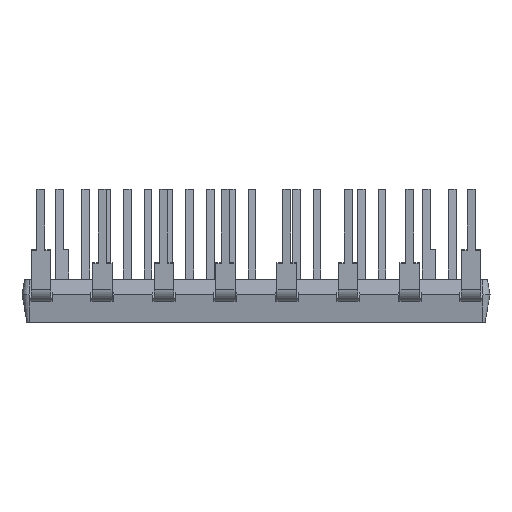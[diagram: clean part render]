
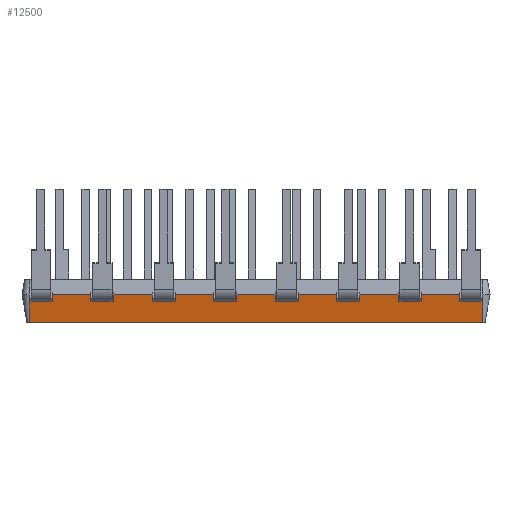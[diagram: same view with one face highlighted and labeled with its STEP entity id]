
A CAD part, front view. The second image highlights one B-rep face of the part: STEP entity #12500.
In plain terms, the highlighted planar face has unit normal (0, -0.985, -0.174).
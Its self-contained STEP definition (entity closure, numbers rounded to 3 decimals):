
#998=FACE_OUTER_BOUND('',#1715,.T.);
#1715=EDGE_LOOP('',(#10313,#10314,#10315,#10316));
#3004=LINE('',#19981,#4509);
#3005=LINE('',#19985,#4510);
#3006=LINE('',#19987,#4511);
#3007=LINE('',#19988,#4512);
#4509=VECTOR('',#16010,1.);
#4510=VECTOR('',#16015,1.);
#4511=VECTOR('',#16016,1.);
#4512=VECTOR('',#16017,1.);
#5768=VERTEX_POINT('',#19978);
#5769=VERTEX_POINT('',#19980);
#5770=VERTEX_POINT('',#19984);
#5771=VERTEX_POINT('',#19986);
#7359=EDGE_CURVE('',#5769,#5768,#3004,.T.);
#7361=EDGE_CURVE('',#5768,#5770,#3005,.T.);
#7362=EDGE_CURVE('',#5771,#5770,#3006,.T.);
#7363=EDGE_CURVE('',#5771,#5769,#3007,.T.);
#10313=ORIENTED_EDGE('',*,*,#7361,.T.);
#10314=ORIENTED_EDGE('',*,*,#7362,.F.);
#10315=ORIENTED_EDGE('',*,*,#7363,.T.);
#10316=ORIENTED_EDGE('',*,*,#7359,.T.);
#11822=PLANE('',#13376);
#12500=ADVANCED_FACE('',(#998),#11822,.T.);
#13376=AXIS2_PLACEMENT_3D('',#19983,#16013,#16014);
#16010=DIRECTION('',(0.,0.174,-0.985));
#16013=DIRECTION('center_axis',(0.,-0.985,-0.174));
#16014=DIRECTION('ref_axis',(-1.,0.,0.));
#16015=DIRECTION('',(1.,0.,0.));
#16016=DIRECTION('',(0.,0.174,-0.985));
#16017=DIRECTION('',(-1.,0.,0.));
#19978=CARTESIAN_POINT('',(-17.43,-10.121,-5.6));
#19980=CARTESIAN_POINT('',(-17.43,-10.5,-3.45));
#19981=CARTESIAN_POINT('',(-17.43,-10.5,-3.45));
#19983=CARTESIAN_POINT('Origin',(-17.43,-10.5,-3.45));
#19984=CARTESIAN_POINT('',(17.43,-10.121,-5.6));
#19985=CARTESIAN_POINT('',(17.43,-10.121,-5.6));
#19986=CARTESIAN_POINT('',(17.43,-10.5,-3.45));
#19987=CARTESIAN_POINT('',(17.43,-10.5,-3.45));
#19988=CARTESIAN_POINT('',(17.43,-10.5,-3.45));
